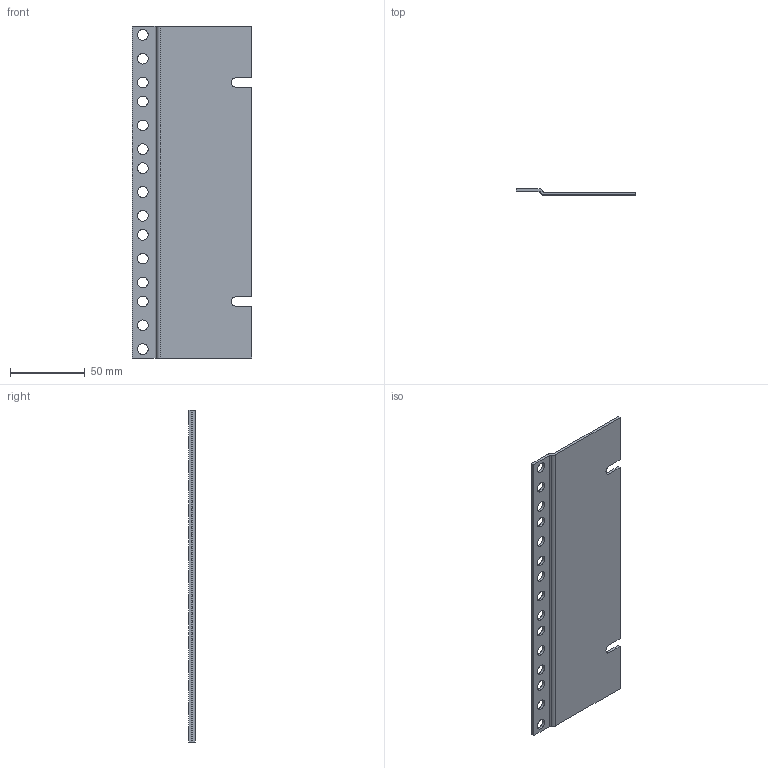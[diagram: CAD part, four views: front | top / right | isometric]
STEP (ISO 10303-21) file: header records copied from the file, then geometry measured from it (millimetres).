
FILE_DESCRIPTION (( 'STEP AP203' ), '1' );
FILE_NAME ('PBAS19008BK2.step', '2020-11-12T16:37:58', ( 'ADC123' ), ( 'Microsoft' ), 'SwSTEP 2.0', 'SolidWorks 2019', '' );
FILE_SCHEMA (( 'CONFIG_CONTROL_DESIGN' ));
Length unit declared in the file: inch
Products named in the file (1): PBAS19008BK2
Bounding box: 79.38 x 4.11 x 221.44 mm (x, y, z)
Volume: 31133.2 mm3; surface area: 35855.2 mm2
Topology: 1 solids, 1 shells, 35 faces, 99 edges, 66 vertices
Faces by surface type: cylinder 21, plane 14
Full cylindrical faces by diameter (mm): 7.137 x15
Entity records: 1219 total; most frequent: DIRECTION 198, CARTESIAN_POINT 186, ORIENTED_EDGE 168, EDGE_CURVE 84, EDGE_LOOP 80, AXIS2_PLACEMENT_3D 78, VERTEX_POINT 66, FACE_OUTER_BOUND 50
